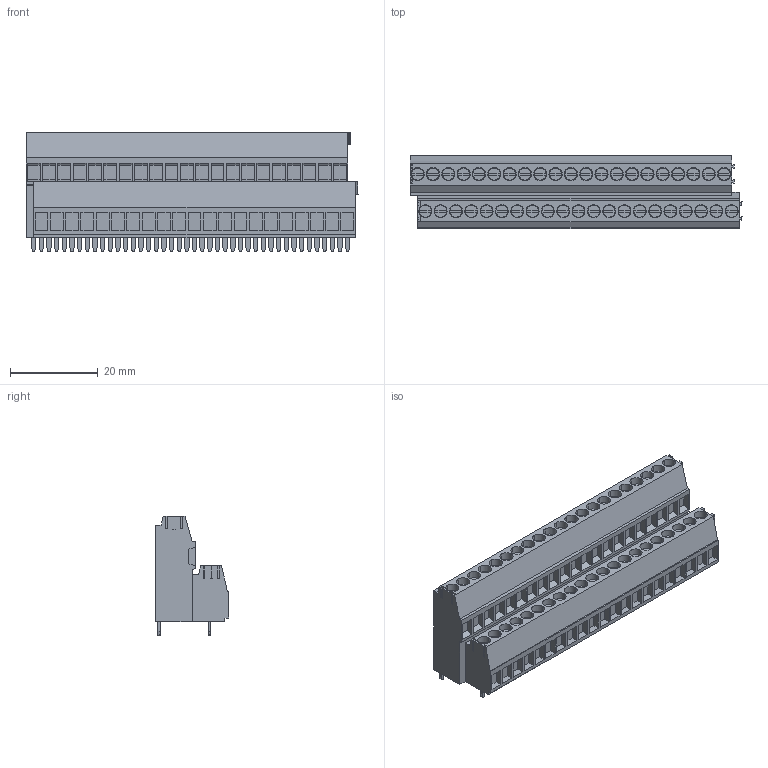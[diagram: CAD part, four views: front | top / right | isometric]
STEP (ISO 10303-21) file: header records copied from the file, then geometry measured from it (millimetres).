
FILE_DESCRIPTION(('CATIA V5 STEP Exchange','CAx-IF Rec.Pracs.--- Model Styling and Organization---1.4--- 2014-01-23'),'2;1');
FILE_NAME ('D1454736_1_1703890000_1703890000.stp','2023-03-16T07:56:18+00:00',('none'),('Weidmueller'),'CATIA Version 5-6 Release 2016 SP3 HF44','CATIA V5 STEP AP214','none');
FILE_SCHEMA(('AUTOMOTIVE_DESIGN { 1 0 10303 214 1 1 1 1 }'));
Length unit declared in the file: millimetre
Products named in the file (1): 1703890000
Bounding box: 75.85 x 16.75 x 27.3 mm (x, y, z)
Volume: 20165.8 mm3; surface area: 10999.7 mm2
Topology: 85 solids, 85 shells, 1184 faces, 2730 edges, 1821 vertices
Faces by surface type: plane 932, cylinder 252
Entity records: 29902 total; most frequent: ORIENTED_EDGE 5460, CARTESIAN_POINT 5319, DIRECTION 3896, EDGE_CURVE 2730, VECTOR 2054, LINE 2054, VERTEX_POINT 1821, EDGE_LOOP 1289
